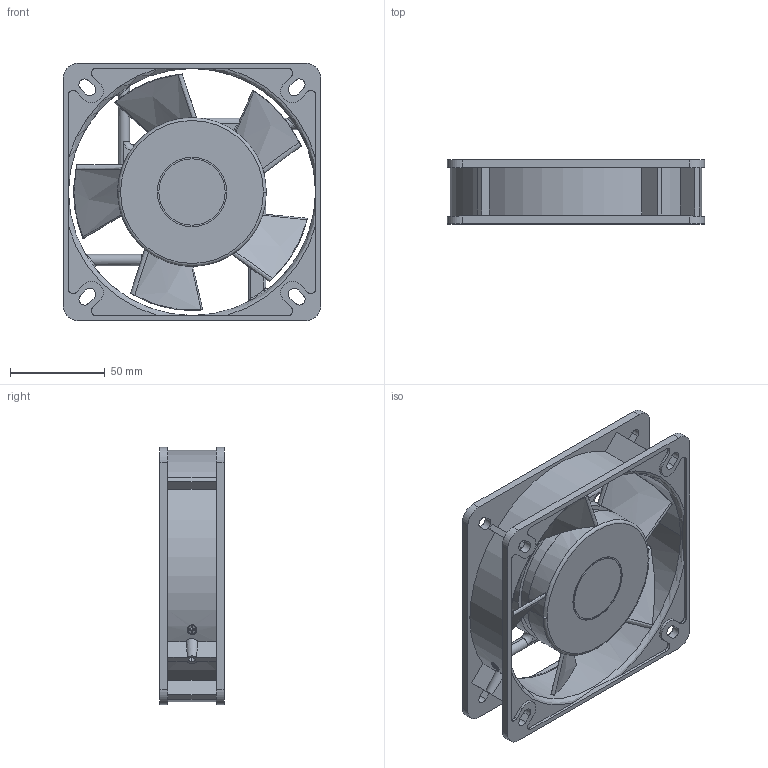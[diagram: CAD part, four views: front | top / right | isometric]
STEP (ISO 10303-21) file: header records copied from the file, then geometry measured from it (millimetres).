
FILE_DESCRIPTION((''),'2;1');
FILE_NAME('ASM0005_ASM','2024-08-29T16:09:22',('Administrator'),(''),'CREO PARAMETRIC BY PTC INC, 2019010','CREO PARAMETRIC BY PTC INC, 2019010','');
FILE_SCHEMA(('CONFIG_CONTROL_DESIGN'));
Length unit declared in the file: millimetre
Products named in the file (5): PRT0003_1_1_2; 13532YE_2; PRT0005_1_1_2; ASM0004_ASM_1_1_ASM; ASM0005_ASM
Assembly tree (4 placements, depth 3):
  ASM0005_ASM
    ASM0004_ASM_1_1_ASM
      PRT0003_1_1_2
      13532YE_2
      PRT0005_1_1_2
Bounding box: 136 x 34 x 136 mm (x, y, z)
Volume: 156838.7 mm3; surface area: 107068.2 mm2
Topology: 3 solids, 3 shells, 315 faces, 966 edges, 661 vertices
Faces by surface type: plane 130, cylinder 109, bspline 65, torus 11
Entity records: 14643 total; most frequent: CARTESIAN_POINT 6022, ORIENTED_EDGE 1932, DIRECTION 1646, EDGE_CURVE 966, VERTEX_POINT 661, AXIS2_PLACEMENT_3D 614, VECTOR 418, LINE 418
